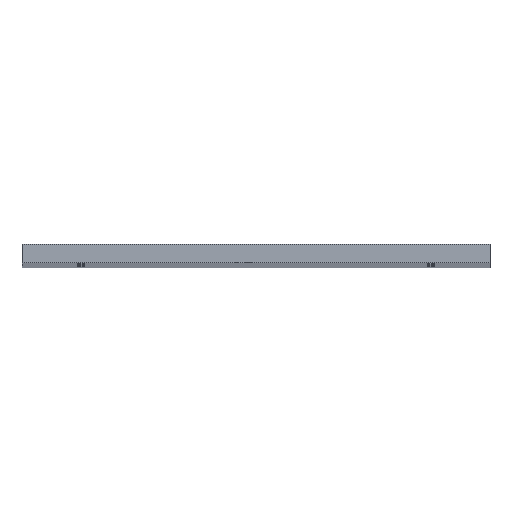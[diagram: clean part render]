
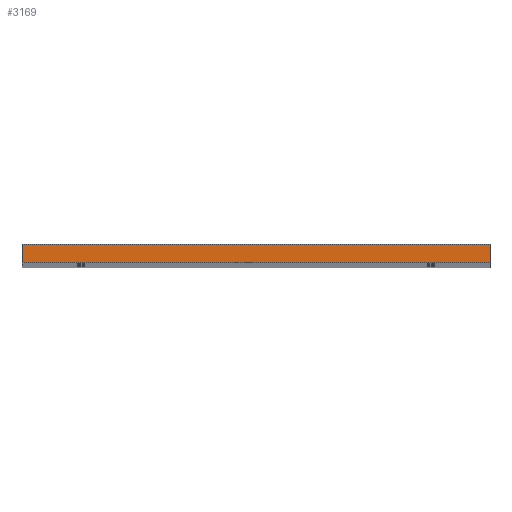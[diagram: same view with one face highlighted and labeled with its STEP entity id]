
A CAD part, top view. The second image highlights one B-rep face of the part: STEP entity #3169.
In plain terms, the highlighted planar face has unit normal (0, 0, 1).
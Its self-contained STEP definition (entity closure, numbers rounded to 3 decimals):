
#45 = CARTESIAN_POINT ( 'NONE',  ( -125., 10., 750. ) ) ;
#263 = VERTEX_POINT ( 'NONE', #2879 ) ;
#447 = VERTEX_POINT ( 'NONE', #45 ) ;
#520 = EDGE_LOOP ( 'NONE', ( #2055, #3567, #779, #2549 ) ) ;
#547 = DIRECTION ( 'NONE',  ( 0., -1., 0. ) ) ;
#576 = EDGE_CURVE ( 'NONE', #447, #263, #3332, .T. ) ;
#663 = CARTESIAN_POINT ( 'NONE',  ( 125., 10., 750. ) ) ;
#779 = ORIENTED_EDGE ( 'NONE', *, *, #576, .F. ) ;
#806 = VECTOR ( 'NONE', #547, 1000. ) ;
#1105 = VERTEX_POINT ( 'NONE', #3297 ) ;
#1475 = PLANE ( 'NONE',  #2170 ) ;
#1662 = VECTOR ( 'NONE', #2506, 1000. ) ;
#1743 = DIRECTION ( 'NONE',  ( 0., 0., -1. ) ) ;
#1818 = LINE ( 'NONE', #2732, #1662 ) ;
#1823 = DIRECTION ( 'NONE',  ( 1., 0., 0. ) ) ;
#1886 = EDGE_CURVE ( 'NONE', #263, #3345, #3537, .T. ) ;
#1965 = DIRECTION ( 'NONE',  ( 0., -1., 0. ) ) ;
#2055 = ORIENTED_EDGE ( 'NONE', *, *, #3336, .T. ) ;
#2170 = AXIS2_PLACEMENT_3D ( 'NONE', #663, #1743, #3499 ) ;
#2404 = EDGE_CURVE ( 'NONE', #447, #1105, #3184, .T. ) ;
#2506 = DIRECTION ( 'NONE',  ( 1., 0., 0. ) ) ;
#2549 = ORIENTED_EDGE ( 'NONE', *, *, #2404, .T. ) ;
#2703 = CARTESIAN_POINT ( 'NONE',  ( 125., 10., 750. ) ) ;
#2732 = CARTESIAN_POINT ( 'NONE',  ( 125., 0., 750. ) ) ;
#2763 = VECTOR ( 'NONE', #1965, 1000. ) ;
#2879 = CARTESIAN_POINT ( 'NONE',  ( 125., 10., 750. ) ) ;
#3085 = VECTOR ( 'NONE', #1823, 1000. ) ;
#3113 = CARTESIAN_POINT ( 'NONE',  ( 125., 0., 750. ) ) ;
#3168 = CARTESIAN_POINT ( 'NONE',  ( -125., 10., 750. ) ) ;
#3169 = ADVANCED_FACE ( 'NONE', ( #3535 ), #1475, .F. ) ;
#3184 = LINE ( 'NONE', #3168, #806 ) ;
#3297 = CARTESIAN_POINT ( 'NONE',  ( -125., 0., 750. ) ) ;
#3332 = LINE ( 'NONE', #2703, #3085 ) ;
#3336 = EDGE_CURVE ( 'NONE', #1105, #3345, #1818, .T. ) ;
#3345 = VERTEX_POINT ( 'NONE', #3113 ) ;
#3458 = CARTESIAN_POINT ( 'NONE',  ( 125., 10., 750. ) ) ;
#3499 = DIRECTION ( 'NONE',  ( -1., 0., 0. ) ) ;
#3535 = FACE_OUTER_BOUND ( 'NONE', #520, .T. ) ;
#3537 = LINE ( 'NONE', #3458, #2763 ) ;
#3567 = ORIENTED_EDGE ( 'NONE', *, *, #1886, .F. ) ;
